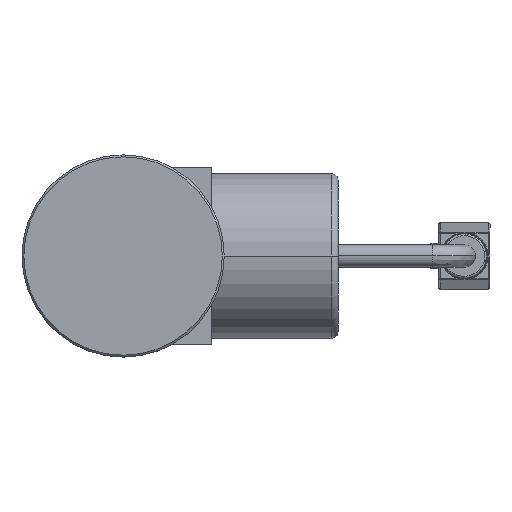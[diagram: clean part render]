
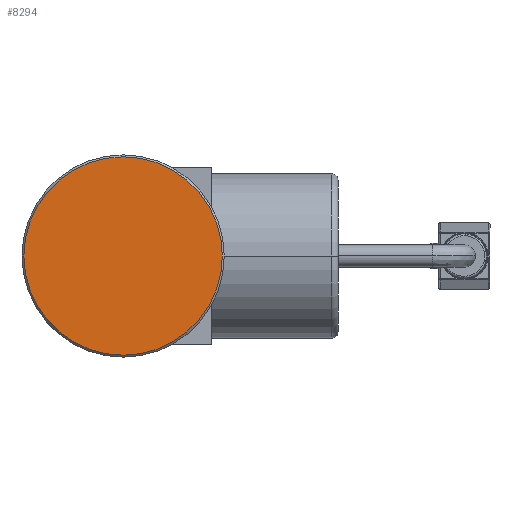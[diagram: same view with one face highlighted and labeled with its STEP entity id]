
A CAD part, left-side view. The second image highlights one B-rep face of the part: STEP entity #8294.
In plain terms, the highlighted planar face has unit normal (-1, 0, 0).
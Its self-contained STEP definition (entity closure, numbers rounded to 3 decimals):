
#418 = AXIS2_PLACEMENT_3D ( 'NONE', #4177, #2128, #4898 ) ;
#437 = CIRCLE ( 'NONE', #418, 15.7 ) ;
#1628 = ORIENTED_EDGE ( 'NONE', *, *, #2815, .T. ) ;
#2105 = ORIENTED_EDGE ( 'NONE', *, *, #5549, .T. ) ;
#2128 = DIRECTION ( 'NONE',  ( -1., 0., 0. ) ) ;
#2179 = CARTESIAN_POINT ( 'NONE',  ( 0., 0., -15.7 ) ) ;
#2562 = AXIS2_PLACEMENT_3D ( 'NONE', #4849, #6287, #7020 ) ;
#2815 = EDGE_CURVE ( 'NONE', #4302, #3710, #4375, .T. ) ;
#2833 = DIRECTION ( 'NONE',  ( 1., 0., 0. ) ) ;
#2933 = CARTESIAN_POINT ( 'NONE',  ( 0., 0., 15.7 ) ) ;
#3710 = VERTEX_POINT ( 'NONE', #2933 ) ;
#4177 = CARTESIAN_POINT ( 'NONE',  ( 0., 0., 0. ) ) ;
#4302 = VERTEX_POINT ( 'NONE', #2179 ) ;
#4375 = CIRCLE ( 'NONE', #2562, 15.7 ) ;
#4849 = CARTESIAN_POINT ( 'NONE',  ( 0., 0., 0. ) ) ;
#4898 = DIRECTION ( 'NONE',  ( 0., 0., 1. ) ) ;
#5549 = EDGE_CURVE ( 'NONE', #3710, #4302, #437, .T. ) ;
#6242 = PLANE ( 'NONE',  #9113 ) ;
#6287 = DIRECTION ( 'NONE',  ( -1., 0., 0. ) ) ;
#6297 = CARTESIAN_POINT ( 'NONE',  ( 0., 0., 0. ) ) ;
#6670 = FACE_OUTER_BOUND ( 'NONE', #7025, .T. ) ;
#6937 = DIRECTION ( 'NONE',  ( 0., 0., -1. ) ) ;
#7020 = DIRECTION ( 'NONE',  ( 0., 0., 1. ) ) ;
#7025 = EDGE_LOOP ( 'NONE', ( #1628, #2105 ) ) ;
#8294 = ADVANCED_FACE ( 'NONE', ( #6670 ), #6242, .F. ) ;
#9113 = AXIS2_PLACEMENT_3D ( 'NONE', #6297, #2833, #6937 ) ;
